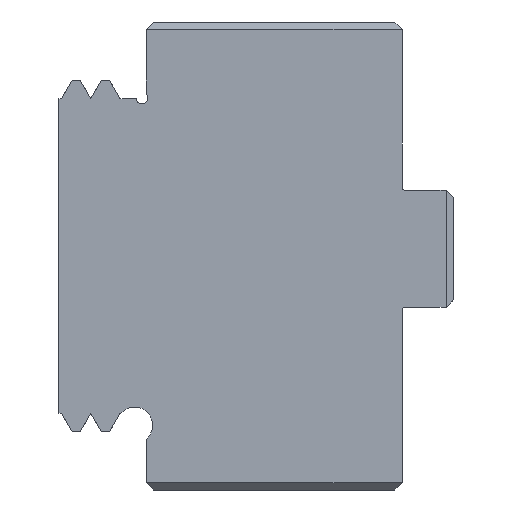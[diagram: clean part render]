
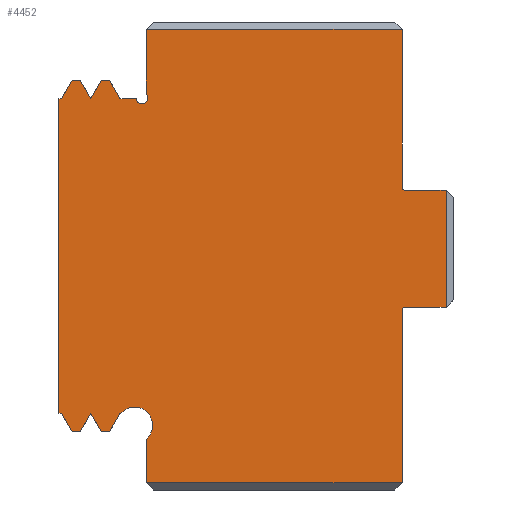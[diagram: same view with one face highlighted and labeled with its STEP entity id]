
A CAD part, left-side view. The second image highlights one B-rep face of the part: STEP entity #4452.
In plain terms, the highlighted planar face has unit normal (-1, 0, 0).
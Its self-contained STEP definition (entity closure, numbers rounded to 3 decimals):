
#188=PLANE('',#4718);
#334=FACE_OUTER_BOUND('',#574,.T.);
#574=EDGE_LOOP('',(#3005,#3006,#3007,#3008,#3009,#3010,#3011,#3012,#3013,
#3014,#3015,#3016,#3017,#3018,#3019,#3020,#3021,#3022,#3023,#3024,#3025,
#3026,#3027,#3028,#3029,#3030,#3031,#3032,#3033,#3034));
#831=LINE('',#6549,#1327);
#832=LINE('',#6552,#1328);
#833=LINE('',#6556,#1329);
#834=LINE('',#6558,#1330);
#835=LINE('',#6560,#1331);
#836=LINE('',#6564,#1332);
#837=LINE('',#6566,#1333);
#838=LINE('',#6568,#1334);
#839=LINE('',#6570,#1335);
#840=LINE('',#6572,#1336);
#841=LINE('',#6574,#1337);
#842=LINE('',#6576,#1338);
#843=LINE('',#6578,#1339);
#844=LINE('',#6580,#1340);
#845=LINE('',#6582,#1341);
#846=LINE('',#6584,#1342);
#847=LINE('',#6586,#1343);
#848=LINE('',#6588,#1344);
#849=LINE('',#6590,#1345);
#850=LINE('',#6592,#1346);
#851=LINE('',#6594,#1347);
#852=LINE('',#6596,#1348);
#853=LINE('',#6600,#1349);
#854=LINE('',#6602,#1350);
#855=LINE('',#6604,#1351);
#856=LINE('',#6607,#1352);
#1327=VECTOR('',#5179,10.);
#1328=VECTOR('',#5182,10.);
#1329=VECTOR('',#5185,10.);
#1330=VECTOR('',#5186,10.);
#1331=VECTOR('',#5187,10.);
#1332=VECTOR('',#5190,10.);
#1333=VECTOR('',#5191,10.);
#1334=VECTOR('',#5192,10.);
#1335=VECTOR('',#5193,10.);
#1336=VECTOR('',#5194,10.);
#1337=VECTOR('',#5195,10.);
#1338=VECTOR('',#5196,10.);
#1339=VECTOR('',#5197,10.);
#1340=VECTOR('',#5198,10.);
#1341=VECTOR('',#5199,10.);
#1342=VECTOR('',#5200,10.);
#1343=VECTOR('',#5201,10.);
#1344=VECTOR('',#5202,10.);
#1345=VECTOR('',#5203,10.);
#1346=VECTOR('',#5204,10.);
#1347=VECTOR('',#5205,10.);
#1348=VECTOR('',#5206,10.);
#1349=VECTOR('',#5209,10.);
#1350=VECTOR('',#5210,10.);
#1351=VECTOR('',#5211,10.);
#1352=VECTOR('',#5214,10.);
#1813=CIRCLE('',#4719,0.2);
#1814=CIRCLE('',#4720,0.4);
#1815=CIRCLE('',#4721,1.25);
#1816=CIRCLE('',#4722,0.2);
#1855=VERTEX_POINT('',#6542);
#1858=VERTEX_POINT('',#6547);
#1859=VERTEX_POINT('',#6551);
#1860=VERTEX_POINT('',#6553);
#1861=VERTEX_POINT('',#6555);
#1862=VERTEX_POINT('',#6557);
#1863=VERTEX_POINT('',#6559);
#1864=VERTEX_POINT('',#6561);
#1865=VERTEX_POINT('',#6563);
#1866=VERTEX_POINT('',#6565);
#1867=VERTEX_POINT('',#6567);
#1868=VERTEX_POINT('',#6569);
#1869=VERTEX_POINT('',#6571);
#1870=VERTEX_POINT('',#6573);
#1871=VERTEX_POINT('',#6575);
#1872=VERTEX_POINT('',#6577);
#1873=VERTEX_POINT('',#6579);
#1874=VERTEX_POINT('',#6581);
#1875=VERTEX_POINT('',#6583);
#1876=VERTEX_POINT('',#6585);
#1877=VERTEX_POINT('',#6587);
#1878=VERTEX_POINT('',#6589);
#1879=VERTEX_POINT('',#6591);
#1880=VERTEX_POINT('',#6593);
#1881=VERTEX_POINT('',#6595);
#1882=VERTEX_POINT('',#6597);
#1883=VERTEX_POINT('',#6599);
#1884=VERTEX_POINT('',#6601);
#1885=VERTEX_POINT('',#6603);
#1886=VERTEX_POINT('',#6605);
#2313=EDGE_CURVE('',#1858,#1855,#831,.T.);
#2314=EDGE_CURVE('',#1858,#1859,#832,.T.);
#2315=EDGE_CURVE('',#1860,#1859,#1813,.T.);
#2316=EDGE_CURVE('',#1860,#1861,#833,.T.);
#2317=EDGE_CURVE('',#1862,#1861,#834,.T.);
#2318=EDGE_CURVE('',#1862,#1863,#835,.T.);
#2319=EDGE_CURVE('',#1863,#1864,#1814,.T.);
#2320=EDGE_CURVE('',#1864,#1865,#836,.T.);
#2321=EDGE_CURVE('',#1865,#1866,#837,.T.);
#2322=EDGE_CURVE('',#1866,#1867,#838,.T.);
#2323=EDGE_CURVE('',#1867,#1868,#839,.T.);
#2324=EDGE_CURVE('',#1868,#1869,#840,.T.);
#2325=EDGE_CURVE('',#1869,#1870,#841,.T.);
#2326=EDGE_CURVE('',#1870,#1871,#842,.T.);
#2327=EDGE_CURVE('',#1871,#1872,#843,.T.);
#2328=EDGE_CURVE('',#1873,#1872,#844,.T.);
#2329=EDGE_CURVE('',#1873,#1874,#845,.T.);
#2330=EDGE_CURVE('',#1874,#1875,#846,.T.);
#2331=EDGE_CURVE('',#1875,#1876,#847,.T.);
#2332=EDGE_CURVE('',#1876,#1877,#848,.T.);
#2333=EDGE_CURVE('',#1877,#1878,#849,.T.);
#2334=EDGE_CURVE('',#1878,#1879,#850,.T.);
#2335=EDGE_CURVE('',#1879,#1880,#851,.T.);
#2336=EDGE_CURVE('',#1880,#1881,#852,.T.);
#2337=EDGE_CURVE('',#1881,#1882,#1815,.T.);
#2338=EDGE_CURVE('',#1882,#1883,#853,.T.);
#2339=EDGE_CURVE('',#1884,#1883,#854,.T.);
#2340=EDGE_CURVE('',#1884,#1885,#855,.T.);
#2341=EDGE_CURVE('',#1886,#1885,#1816,.T.);
#2342=EDGE_CURVE('',#1886,#1855,#856,.T.);
#3005=ORIENTED_EDGE('',*,*,#2313,.F.);
#3006=ORIENTED_EDGE('',*,*,#2314,.T.);
#3007=ORIENTED_EDGE('',*,*,#2315,.F.);
#3008=ORIENTED_EDGE('',*,*,#2316,.T.);
#3009=ORIENTED_EDGE('',*,*,#2317,.F.);
#3010=ORIENTED_EDGE('',*,*,#2318,.T.);
#3011=ORIENTED_EDGE('',*,*,#2319,.T.);
#3012=ORIENTED_EDGE('',*,*,#2320,.T.);
#3013=ORIENTED_EDGE('',*,*,#2321,.T.);
#3014=ORIENTED_EDGE('',*,*,#2322,.T.);
#3015=ORIENTED_EDGE('',*,*,#2323,.T.);
#3016=ORIENTED_EDGE('',*,*,#2324,.T.);
#3017=ORIENTED_EDGE('',*,*,#2325,.T.);
#3018=ORIENTED_EDGE('',*,*,#2326,.T.);
#3019=ORIENTED_EDGE('',*,*,#2327,.T.);
#3020=ORIENTED_EDGE('',*,*,#2328,.F.);
#3021=ORIENTED_EDGE('',*,*,#2329,.T.);
#3022=ORIENTED_EDGE('',*,*,#2330,.T.);
#3023=ORIENTED_EDGE('',*,*,#2331,.T.);
#3024=ORIENTED_EDGE('',*,*,#2332,.T.);
#3025=ORIENTED_EDGE('',*,*,#2333,.T.);
#3026=ORIENTED_EDGE('',*,*,#2334,.T.);
#3027=ORIENTED_EDGE('',*,*,#2335,.T.);
#3028=ORIENTED_EDGE('',*,*,#2336,.T.);
#3029=ORIENTED_EDGE('',*,*,#2337,.T.);
#3030=ORIENTED_EDGE('',*,*,#2338,.T.);
#3031=ORIENTED_EDGE('',*,*,#2339,.F.);
#3032=ORIENTED_EDGE('',*,*,#2340,.T.);
#3033=ORIENTED_EDGE('',*,*,#2341,.F.);
#3034=ORIENTED_EDGE('',*,*,#2342,.T.);
#4452=ADVANCED_FACE('',(#334),#188,.T.);
#4718=AXIS2_PLACEMENT_3D('',#6550,#5180,#5181);
#4719=AXIS2_PLACEMENT_3D('',#6554,#5183,#5184);
#4720=AXIS2_PLACEMENT_3D('',#6562,#5188,#5189);
#4721=AXIS2_PLACEMENT_3D('',#6598,#5207,#5208);
#4722=AXIS2_PLACEMENT_3D('',#6606,#5212,#5213);
#5179=DIRECTION('',(0.,0.,-1.));
#5180=DIRECTION('center_axis',(-1.,0.,0.));
#5181=DIRECTION('ref_axis',(0.,0.,1.));
#5182=DIRECTION('',(0.,1.,0.));
#5183=DIRECTION('center_axis',(-1.,0.,0.));
#5184=DIRECTION('ref_axis',(0.,0.707,-0.707));
#5185=DIRECTION('',(0.,0.,1.));
#5186=DIRECTION('',(0.,-1.,0.));
#5187=DIRECTION('',(0.,0.,-1.));
#5188=DIRECTION('center_axis',(1.,0.,0.));
#5189=DIRECTION('ref_axis',(0.,-0.75,0.661));
#5190=DIRECTION('',(0.,1.,0.));
#5191=DIRECTION('',(0.,0.5,0.866));
#5192=DIRECTION('',(0.,1.,0.));
#5193=DIRECTION('',(0.,0.5,-0.866));
#5194=DIRECTION('',(0.,0.5,0.866));
#5195=DIRECTION('',(0.,1.,0.));
#5196=DIRECTION('',(0.,0.5,-0.866));
#5197=DIRECTION('',(0.,1.,0.));
#5198=DIRECTION('',(0.,0.,1.));
#5199=DIRECTION('',(0.,-1.,0.));
#5200=DIRECTION('',(0.,-0.5,-0.866));
#5201=DIRECTION('',(0.,-1.,0.));
#5202=DIRECTION('',(0.,-0.5,0.866));
#5203=DIRECTION('',(0.,-0.5,-0.866));
#5204=DIRECTION('',(0.,-1.,0.));
#5205=DIRECTION('',(0.,-0.5,0.866));
#5206=DIRECTION('',(0.,-1.,0.));
#5207=DIRECTION('center_axis',(1.,0.,0.));
#5208=DIRECTION('ref_axis',(0.,0.751,0.661));
#5209=DIRECTION('',(0.,0.,-1.));
#5210=DIRECTION('',(0.,1.,0.));
#5211=DIRECTION('',(0.,0.,1.));
#5212=DIRECTION('center_axis',(-1.,0.,0.));
#5213=DIRECTION('ref_axis',(0.,0.707,0.707));
#5214=DIRECTION('',(0.,-1.,0.));
#6542=CARTESIAN_POINT('',(-26.,0.5,-3.5));
#6547=CARTESIAN_POINT('',(-26.,0.5,4.5));
#6549=CARTESIAN_POINT('',(-26.,0.5,-8.));
#6550=CARTESIAN_POINT('Origin',(-26.,0.,-16.));
#6551=CARTESIAN_POINT('',(-26.,3.3,4.5));
#6552=CARTESIAN_POINT('',(-26.,1.75,4.5));
#6553=CARTESIAN_POINT('',(-26.,3.5,4.7));
#6554=CARTESIAN_POINT('Origin',(-26.,3.3,4.7));
#6555=CARTESIAN_POINT('',(-26.,3.5,15.5));
#6556=CARTESIAN_POINT('',(-26.,3.5,0.));
#6557=CARTESIAN_POINT('',(-26.,21.,15.5));
#6558=CARTESIAN_POINT('',(-26.,0.,15.5));
#6559=CARTESIAN_POINT('',(-26.,21.,11.065));
#6560=CARTESIAN_POINT('',(-26.,21.,-2.468));
#6561=CARTESIAN_POINT('',(-26.,21.697,10.75));
#6562=CARTESIAN_POINT('Origin',(-26.,21.3,10.8));
#6563=CARTESIAN_POINT('',(-26.,22.8,10.75));
#6564=CARTESIAN_POINT('',(-26.,11.4,10.75));
#6565=CARTESIAN_POINT('',(-26.,23.521,12.));
#6566=CARTESIAN_POINT('',(-26.,14.526,-3.595));
#6567=CARTESIAN_POINT('',(-26.,24.078,12.));
#6568=CARTESIAN_POINT('',(-26.,12.039,12.));
#6569=CARTESIAN_POINT('',(-26.,24.8,10.75));
#6570=CARTESIAN_POINT('',(-26.,27.491,6.091));
#6571=CARTESIAN_POINT('',(-26.,25.521,12.));
#6572=CARTESIAN_POINT('',(-26.,16.276,-4.028));
#6573=CARTESIAN_POINT('',(-26.,26.078,12.));
#6574=CARTESIAN_POINT('',(-26.,13.039,12.));
#6575=CARTESIAN_POINT('',(-26.,26.8,10.75));
#6576=CARTESIAN_POINT('',(-26.,29.241,6.525));
#6577=CARTESIAN_POINT('',(-26.,27.,10.75));
#6578=CARTESIAN_POINT('',(-26.,13.5,10.75));
#6579=CARTESIAN_POINT('',(-26.,27.,-10.75));
#6580=CARTESIAN_POINT('',(-26.,27.,16.));
#6581=CARTESIAN_POINT('',(-26.,26.8,-10.75));
#6582=CARTESIAN_POINT('',(-26.,13.4,-10.75));
#6583=CARTESIAN_POINT('',(-26.,26.078,-12.));
#6584=CARTESIAN_POINT('',(-26.,21.95,-19.147));
#6585=CARTESIAN_POINT('',(-26.,25.521,-12.));
#6586=CARTESIAN_POINT('',(-26.,12.761,-12.));
#6587=CARTESIAN_POINT('',(-26.,24.8,-10.75));
#6588=CARTESIAN_POINT('',(-26.,22.841,-7.353));
#6589=CARTESIAN_POINT('',(-26.,24.078,-12.));
#6590=CARTESIAN_POINT('',(-26.,20.2,-18.714));
#6591=CARTESIAN_POINT('',(-26.,23.521,-12.));
#6592=CARTESIAN_POINT('',(-26.,11.761,-12.));
#6593=CARTESIAN_POINT('',(-26.,22.8,-10.75));
#6594=CARTESIAN_POINT('',(-26.,21.09,-7.786));
#6595=CARTESIAN_POINT('',(-26.,22.749,-10.75));
#6596=CARTESIAN_POINT('',(-26.,11.375,-10.75));
#6597=CARTESIAN_POINT('',(-26.,21.,-12.527));
#6598=CARTESIAN_POINT('Origin',(-26.,21.811,-11.576));
#6599=CARTESIAN_POINT('',(-26.,21.,-15.5));
#6600=CARTESIAN_POINT('',(-26.,21.,-16.));
#6601=CARTESIAN_POINT('',(-26.,3.5,-15.5));
#6602=CARTESIAN_POINT('',(-26.,0.,-15.5));
#6603=CARTESIAN_POINT('',(-26.,3.5,-3.7));
#6604=CARTESIAN_POINT('',(-26.,3.5,-9.75));
#6605=CARTESIAN_POINT('',(-26.,3.3,-3.5));
#6606=CARTESIAN_POINT('Origin',(-26.,3.3,-3.7));
#6607=CARTESIAN_POINT('',(-26.,0.,-3.5));
